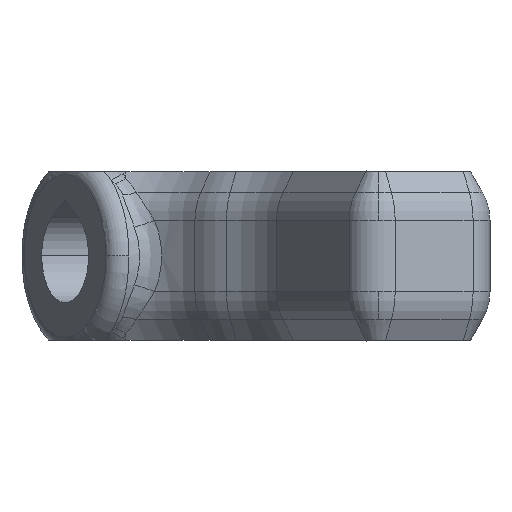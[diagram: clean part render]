
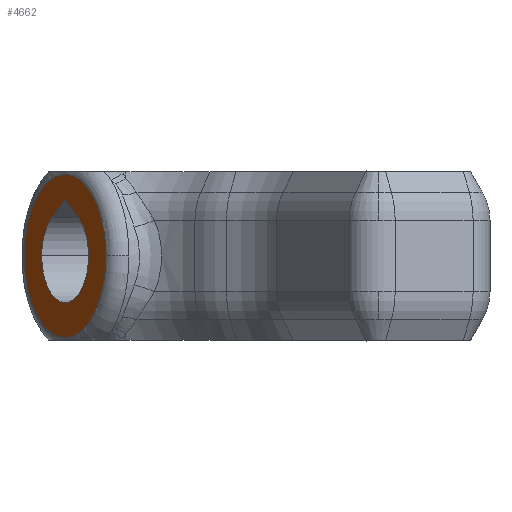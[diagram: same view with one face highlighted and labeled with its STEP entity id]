
A CAD part, left-side view. The second image highlights one B-rep face of the part: STEP entity #4662.
In plain terms, the highlighted planar face has unit normal (-0.5, 0.866, 0).
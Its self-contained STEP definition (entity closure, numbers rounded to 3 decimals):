
#237 = CARTESIAN_POINT ( 'NONE',  ( -23.605, 5.539, 12.566 ) ) ;
#246 = CARTESIAN_POINT ( 'NONE',  ( -27.199, 3.464, 7.5 ) ) ;
#274 = CARTESIAN_POINT ( 'NONE',  ( -20.011, 7.614, 7.5 ) ) ;
#276 = CARTESIAN_POINT ( 'NONE',  ( -25.666, 4.349, 10.899 ) ) ;
#351 = CARTESIAN_POINT ( 'NONE',  ( -21.543, 6.729, 10.899 ) ) ;
#443 = CARTESIAN_POINT ( 'NONE',  ( -17.32, 9.167, 7.5 ) ) ;
#1111 = CARTESIAN_POINT ( 'NONE',  ( -23.605, 5.539, 7.5 ) ) ;
#1112 = DIRECTION ( 'NONE',  ( -0.5, 0.866, 0. ) ) ;
#1113 = DIRECTION ( 'NONE',  ( 0.866, 0.5, 0. ) ) ;
#2556 = CARTESIAN_POINT ( 'NONE',  ( -23.605, 5.539, 7.5 ) ) ;
#2559 = PLANE ( 'NONE',  #7906 ) ;
#2561 = DIRECTION ( 'NONE',  ( -0.5, 0.866, 0. ) ) ;
#2562 = DIRECTION ( 'NONE',  ( -0.866, -0.5, 0. ) ) ;
#3147 = CIRCLE ( 'NONE', #5228, 4.15 ) ;
#3186 = CIRCLE ( 'NONE', #5242, 7.257 ) ;
#3187 = CIRCLE ( 'NONE', #5240, 4.15 ) ;
#3212 = LINE ( 'NONE', #7808, #3217 ) ;
#3217 = VECTOR ( 'NONE', #7809, 1000. ) ;
#3224 = CIRCLE ( 'NONE', #5265, 7.257 ) ;
#3227 = LINE ( 'NONE', #7822, #3229 ) ;
#3229 = VECTOR ( 'NONE', #7823, 1000. ) ;
#3232 = CIRCLE ( 'NONE', #5269, 4.15 ) ;
#3495 = VERTEX_POINT ( 'NONE', #443 ) ;
#3784 = CARTESIAN_POINT ( 'NONE',  ( -29.89, 1.91, 7.5 ) ) ;
#3984 = VERTEX_POINT ( 'NONE', #351 ) ;
#4037 = VERTEX_POINT ( 'NONE', #276 ) ;
#4039 = VERTEX_POINT ( 'NONE', #274 ) ;
#4057 = VERTEX_POINT ( 'NONE', #246 ) ;
#4065 = VERTEX_POINT ( 'NONE', #237 ) ;
#4144 = ORIENTED_EDGE ( 'NONE', *, *, #5596, .F. ) ;
#4146 = ORIENTED_EDGE ( 'NONE', *, *, #5526, .F. ) ;
#4174 = ORIENTED_EDGE ( 'NONE', *, *, #5557, .F. ) ;
#4175 = ORIENTED_EDGE ( 'NONE', *, *, #5608, .F. ) ;
#4176 = ORIENTED_EDGE ( 'NONE', *, *, #5604, .F. ) ;
#4177 = ORIENTED_EDGE ( 'NONE', *, *, #5559, .F. ) ;
#4178 = ORIENTED_EDGE ( 'NONE', *, *, #5602, .F. ) ;
#4544 = FACE_BOUND ( 'NONE', #8121, .T. ) ;
#4551 = FACE_OUTER_BOUND ( 'NONE', #8122, .T. ) ;
#4662 = ADVANCED_FACE ( 'NONE', ( #4551, #4544 ), #2559, .T. ) ;
#5228 = AXIS2_PLACEMENT_3D ( 'NONE', #1111, #1112, #1113 ) ;
#5240 = AXIS2_PLACEMENT_3D ( 'NONE', #7595, #7596, #7597 ) ;
#5242 = AXIS2_PLACEMENT_3D ( 'NONE', #7602, #7603, #7604 ) ;
#5265 = AXIS2_PLACEMENT_3D ( 'NONE', #7824, #7825, #7826 ) ;
#5269 = AXIS2_PLACEMENT_3D ( 'NONE', #7262, #7263, #7264 ) ;
#5526 = EDGE_CURVE ( 'NONE', #3984, #4039, #3147, .T. ) ;
#5557 = EDGE_CURVE ( 'NONE', #4039, #4057, #3187, .T. ) ;
#5559 = EDGE_CURVE ( 'NONE', #6626, #3495, #3186, .T. ) ;
#5596 = EDGE_CURVE ( 'NONE', #4065, #3984, #3212, .T. ) ;
#5602 = EDGE_CURVE ( 'NONE', #3495, #6626, #3224, .T. ) ;
#5604 = EDGE_CURVE ( 'NONE', #4037, #4065, #3227, .T. ) ;
#5608 = EDGE_CURVE ( 'NONE', #4057, #4037, #3232, .T. ) ;
#6626 = VERTEX_POINT ( 'NONE', #3784 ) ;
#7262 = CARTESIAN_POINT ( 'NONE',  ( -23.605, 5.539, 7.5 ) ) ;
#7263 = DIRECTION ( 'NONE',  ( -0.5, 0.866, 0. ) ) ;
#7264 = DIRECTION ( 'NONE',  ( 0.866, 0.5, 0. ) ) ;
#7595 = CARTESIAN_POINT ( 'NONE',  ( -23.605, 5.539, 7.5 ) ) ;
#7596 = DIRECTION ( 'NONE',  ( -0.5, 0.866, 0. ) ) ;
#7597 = DIRECTION ( 'NONE',  ( 0.866, 0.5, 0. ) ) ;
#7602 = CARTESIAN_POINT ( 'NONE',  ( -23.605, 5.539, 7.5 ) ) ;
#7603 = DIRECTION ( 'NONE',  ( 0.5, -0.866, 0. ) ) ;
#7604 = DIRECTION ( 'NONE',  ( 0.866, 0.5, 0. ) ) ;
#7808 = CARTESIAN_POINT ( 'NONE',  ( -21.543, 6.729, 10.899 ) ) ;
#7809 = DIRECTION ( 'NONE',  ( 0.709, 0.41, -0.574 ) ) ;
#7822 = CARTESIAN_POINT ( 'NONE',  ( -25.666, 4.349, 10.899 ) ) ;
#7823 = DIRECTION ( 'NONE',  ( 0.709, 0.41, 0.574 ) ) ;
#7824 = CARTESIAN_POINT ( 'NONE',  ( -23.605, 5.539, 7.5 ) ) ;
#7825 = DIRECTION ( 'NONE',  ( 0.5, -0.866, 0. ) ) ;
#7826 = DIRECTION ( 'NONE',  ( 0.866, 0.5, 0. ) ) ;
#7906 = AXIS2_PLACEMENT_3D ( 'NONE', #2556, #2561, #2562 ) ;
#8121 = EDGE_LOOP ( 'NONE', ( #4176, #4175, #4174, #4146, #4144 ) ) ;
#8122 = EDGE_LOOP ( 'NONE', ( #4178, #4177 ) ) ;
